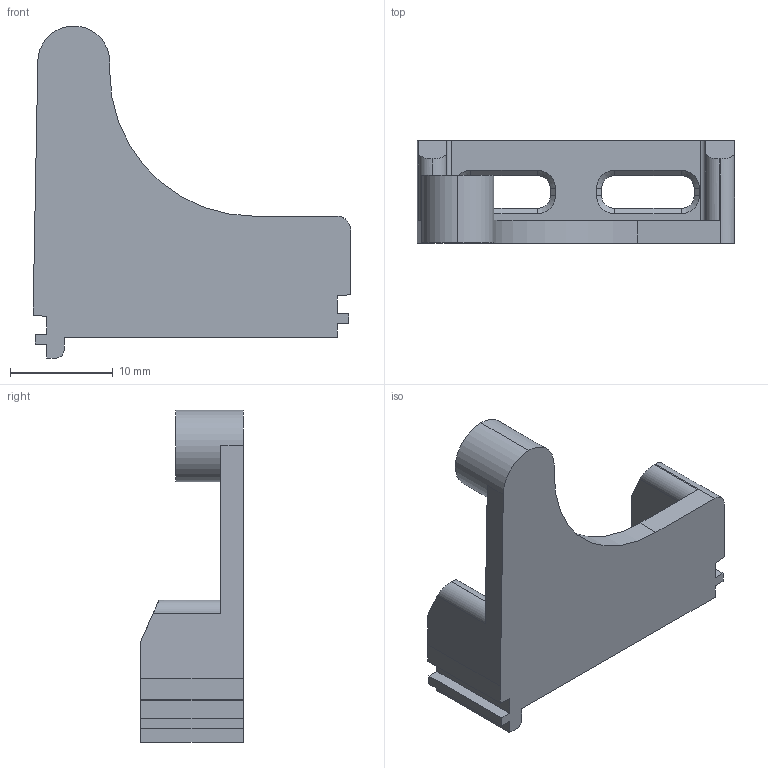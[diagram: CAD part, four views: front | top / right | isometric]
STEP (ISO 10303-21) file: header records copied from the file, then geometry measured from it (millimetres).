
FILE_DESCRIPTION (( 'STEP AP214' ), '1' );
FILE_NAME ('2040 holder (5x6).STEP', '2023-07-19T03:04:23', ( '' ), ( '' ), 'SwSTEP 2.0', 'SolidWorks 2018', '' );
FILE_SCHEMA (( 'AUTOMOTIVE_DESIGN' ));
Length unit declared in the file: millimetre
Products named in the file (2): 2040 holder (5x6)
Bounding box: 30.85 x 10 x 32.3 mm (x, y, z)
Volume: 1992.6 mm3; surface area: 2274.2 mm2
Topology: 1 solids, 1 shells, 75 faces, 200 edges, 128 vertices
Faces by surface type: plane 47, cylinder 20, cone 8
Entity records: 2369 total; most frequent: CARTESIAN_POINT 417, ORIENTED_EDGE 400, DIRECTION 396, EDGE_CURVE 200, LINE 150, VECTOR 150, VERTEX_POINT 128, AXIS2_PLACEMENT_3D 123
